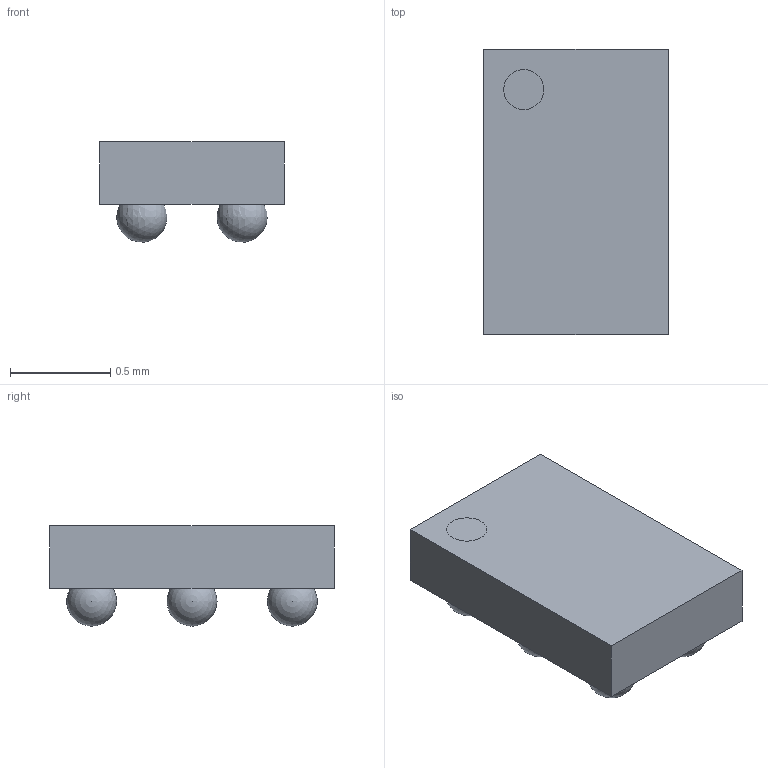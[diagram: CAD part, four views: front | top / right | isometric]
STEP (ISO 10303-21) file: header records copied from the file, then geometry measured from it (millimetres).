
FILE_DESCRIPTION(/* description */ (''),/* implementation_level */ '2;1');
FILE_NAME(/* name */ 'BGA6C50P2X3_92X142X50.stp',/* time_stamp */ '2016-05-24T13:31:17+02:00',/* author */ ('riccim'),/* organization */ (''),/* preprocessor_version */ 'ST-DEVELOPER v15.5',/* originating_system */ 'AutoCAD Mechanical',/* authorisation */ '');
FILE_SCHEMA (('AUTOMOTIVE_DESIGN { 1 0 10303 214 3 1 1 }'));
Length unit declared in the file: millimetre
Products named in the file (1): Product
Bounding box: 0.92 x 1.42 x 0.5 mm (x, y, z)
Volume: 0.5 mm3; surface area: 5.4 mm2
Topology: 8 solids, 8 shells, 17 faces, 36 edges, 24 vertices
Faces by surface type: plane 9, sphere 6, cylinder 2
Full cylindrical faces by diameter (mm): 0.2 x2
Entity records: 429 total; most frequent: DIRECTION 68, CARTESIAN_POINT 64, ORIENTED_EDGE 44, AXIS2_PLACEMENT_3D 28, VERTEX_POINT 24, EDGE_CURVE 22, EDGE_LOOP 20, FACE_OUTER_BOUND 17
